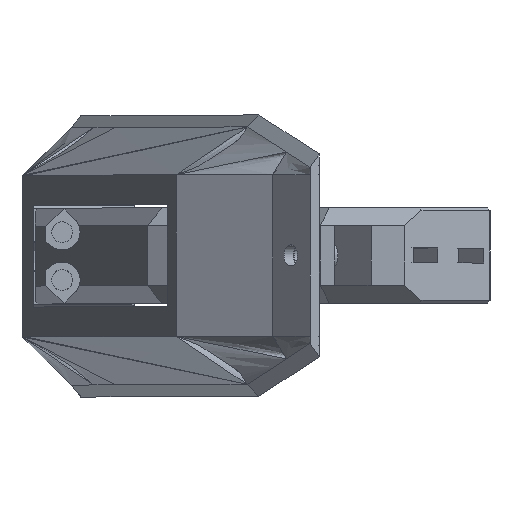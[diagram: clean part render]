
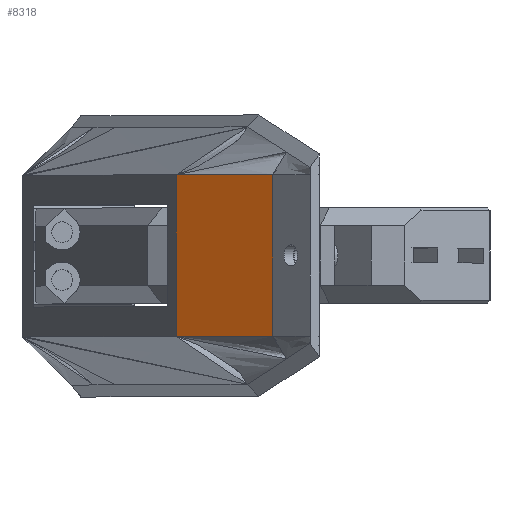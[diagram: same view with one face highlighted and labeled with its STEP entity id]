
A CAD part, top view. The second image highlights one B-rep face of the part: STEP entity #8318.
In plain terms, the highlighted planar face has unit normal (-0.53, 0, 0.848).
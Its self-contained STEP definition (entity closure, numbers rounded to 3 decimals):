
#969=FACE_OUTER_BOUND('',#1486,.T.);
#1486=EDGE_LOOP('',(#7530,#7531,#7532,#7533));
#2321=LINE('',#13545,#3272);
#2411=LINE('',#14322,#3362);
#2441=LINE('',#14886,#3392);
#2442=LINE('',#14888,#3393);
#3272=VECTOR('',#10601,10.);
#3362=VECTOR('',#10731,10.);
#3392=VECTOR('',#10767,10.);
#3393=VECTOR('',#10770,10.);
#4016=VERTEX_POINT('',#13448);
#4024=VERTEX_POINT('',#13544);
#4085=VERTEX_POINT('',#14231);
#4089=VERTEX_POINT('',#14320);
#5106=EDGE_CURVE('',#4024,#4016,#2321,.T.);
#5215=EDGE_CURVE('',#4089,#4085,#2411,.T.);
#5256=EDGE_CURVE('',#4016,#4085,#2441,.T.);
#5257=EDGE_CURVE('',#4024,#4089,#2442,.T.);
#7530=ORIENTED_EDGE('',*,*,#5256,.T.);
#7531=ORIENTED_EDGE('',*,*,#5215,.F.);
#7532=ORIENTED_EDGE('',*,*,#5257,.F.);
#7533=ORIENTED_EDGE('',*,*,#5106,.T.);
#7877=PLANE('',#8851);
#8318=ADVANCED_FACE('',(#969),#7877,.T.);
#8851=AXIS2_PLACEMENT_3D('',#14887,#10768,#10769);
#10601=DIRECTION('',(0.848,0.,0.53));
#10731=DIRECTION('',(0.848,0.,0.53));
#10767=DIRECTION('',(0.,1.,0.));
#10768=DIRECTION('center_axis',(-0.53,0.,0.848));
#10769=DIRECTION('ref_axis',(0.848,0.,0.53));
#10770=DIRECTION('',(0.,1.,0.));
#13448=CARTESIAN_POINT('',(25.474,-13.5,134.586));
#13544=CARTESIAN_POINT('',(9.429,-13.5,124.568));
#13545=CARTESIAN_POINT('',(9.429,-13.5,124.568));
#14231=CARTESIAN_POINT('',(25.474,13.5,134.586));
#14320=CARTESIAN_POINT('',(9.429,13.5,124.568));
#14322=CARTESIAN_POINT('',(9.429,13.5,124.568));
#14886=CARTESIAN_POINT('',(25.474,8.5,134.586));
#14887=CARTESIAN_POINT('Origin',(9.429,8.5,124.568));
#14888=CARTESIAN_POINT('',(9.429,8.5,124.568));
